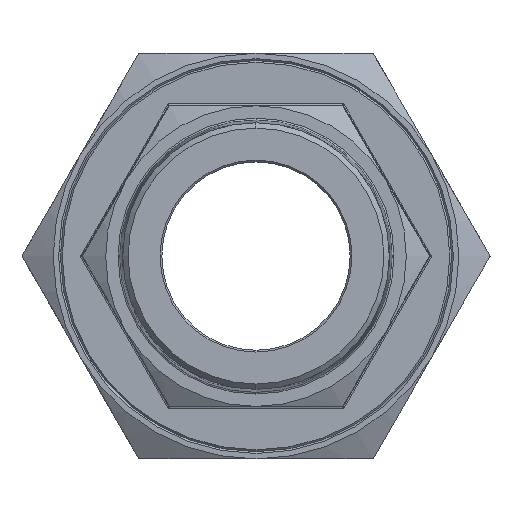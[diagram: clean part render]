
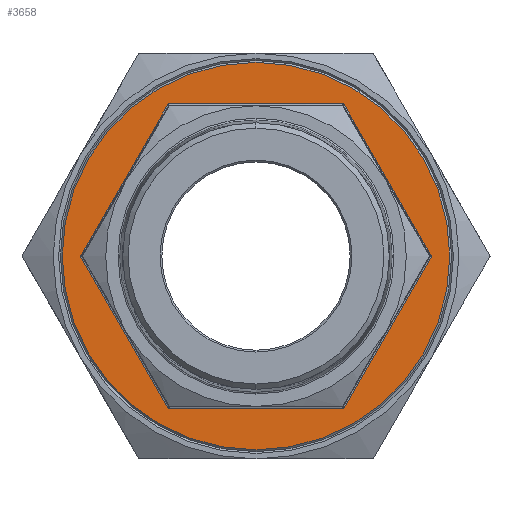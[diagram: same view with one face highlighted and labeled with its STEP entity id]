
A CAD part, left-side view. The second image highlights one B-rep face of the part: STEP entity #3658.
In plain terms, the highlighted planar face has unit normal (-1, 0, 0).
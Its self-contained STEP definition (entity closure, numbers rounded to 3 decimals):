
#205 = DIRECTION ( 'NONE',  ( 0., 0.5, 0.866 ) ) ;
#209 = EDGE_LOOP ( 'NONE', ( #14612, #8902 ) ) ;
#410 = CARTESIAN_POINT ( 'NONE',  ( -14.6, -42.363, 10.625 ) ) ;
#599 = VERTEX_POINT ( 'NONE', #6958 ) ;
#675 = VECTOR ( 'NONE', #7032, 1000. ) ;
#1144 = LINE ( 'NONE', #7559, #6727 ) ;
#1332 = ORIENTED_EDGE ( 'NONE', *, *, #9583, .F. ) ;
#1341 = CARTESIAN_POINT ( 'NONE',  ( -14.6, 0., 0. ) ) ;
#1475 = VERTEX_POINT ( 'NONE', #7312 ) ;
#1689 = DIRECTION ( 'NONE',  ( 0., -1., 0. ) ) ;
#1707 = DIRECTION ( 'NONE',  ( 0., 1., 0. ) ) ;
#2078 = EDGE_LOOP ( 'NONE', ( #13755, #1332, #8871, #3259, #12627, #6903 ) ) ;
#2210 = VERTEX_POINT ( 'NONE', #9637 ) ;
#2425 = DIRECTION ( 'NONE',  ( -1., 0., 0. ) ) ;
#2462 = VERTEX_POINT ( 'NONE', #6846 ) ;
#2485 = DIRECTION ( 'NONE',  ( 0., -1., 0. ) ) ;
#2639 = VECTOR ( 'NONE', #9947, 1000. ) ;
#2644 = DIRECTION ( 'NONE',  ( 0., 0.5, -0.866 ) ) ;
#2654 = EDGE_CURVE ( 'NONE', #2210, #599, #12235, .T. ) ;
#3187 = VERTEX_POINT ( 'NONE', #15017 ) ;
#3259 = ORIENTED_EDGE ( 'NONE', *, *, #9379, .F. ) ;
#3386 = AXIS2_PLACEMENT_3D ( 'NONE', #8847, #10200, #1689 ) ;
#3564 = EDGE_CURVE ( 'NONE', #2462, #14931, #5814, .T. ) ;
#3635 = DIRECTION ( 'NONE',  ( 0., 0., 1. ) ) ;
#3658 = ADVANCED_FACE ( 'NONE', ( #8430, #6169 ), #4190, .T. ) ;
#3745 = LINE ( 'NONE', #15367, #6338 ) ;
#4111 = CARTESIAN_POINT ( 'NONE',  ( -14.6, -24.249, 42. ) ) ;
#4133 = VECTOR ( 'NONE', #2485, 1000. ) ;
#4157 = EDGE_CURVE ( 'NONE', #9717, #3187, #3745, .T. ) ;
#4190 = PLANE ( 'NONE',  #3386 ) ;
#4467 = CARTESIAN_POINT ( 'NONE',  ( -14.6, -48.497, 0. ) ) ;
#5015 = CARTESIAN_POINT ( 'NONE',  ( -14.6, 42.363, -10.625 ) ) ;
#5153 = CARTESIAN_POINT ( 'NONE',  ( -14.6, 0., 0. ) ) ;
#5814 = LINE ( 'NONE', #5015, #2639 ) ;
#6169 = FACE_BOUND ( 'NONE', #2078, .T. ) ;
#6338 = VECTOR ( 'NONE', #1707, 1000. ) ;
#6361 = DIRECTION ( 'NONE',  ( 0., 0., 1. ) ) ;
#6727 = VECTOR ( 'NONE', #2644, 1000. ) ;
#6846 = CARTESIAN_POINT ( 'NONE',  ( -14.6, 48.497, 0. ) ) ;
#6903 = ORIENTED_EDGE ( 'NONE', *, *, #9482, .F. ) ;
#6958 = CARTESIAN_POINT ( 'NONE',  ( -14.6, 0., 53.5 ) ) ;
#7032 = DIRECTION ( 'NONE',  ( 0., -0.5, 0.866 ) ) ;
#7292 = CARTESIAN_POINT ( 'NONE',  ( -14.6, 11.98, -42. ) ) ;
#7312 = CARTESIAN_POINT ( 'NONE',  ( -14.6, -24.249, -42. ) ) ;
#7559 = CARTESIAN_POINT ( 'NONE',  ( -14.6, 30.383, 31.375 ) ) ;
#8430 = FACE_OUTER_BOUND ( 'NONE', #209, .T. ) ;
#8847 = CARTESIAN_POINT ( 'NONE',  ( -14.6, 0., 0. ) ) ;
#8871 = ORIENTED_EDGE ( 'NONE', *, *, #4157, .F. ) ;
#8902 = ORIENTED_EDGE ( 'NONE', *, *, #2654, .T. ) ;
#9287 = EDGE_CURVE ( 'NONE', #599, #2210, #9755, .T. ) ;
#9379 = EDGE_CURVE ( 'NONE', #9410, #9717, #11978, .T. ) ;
#9410 = VERTEX_POINT ( 'NONE', #4467 ) ;
#9482 = EDGE_CURVE ( 'NONE', #14931, #1475, #13851, .T. ) ;
#9583 = EDGE_CURVE ( 'NONE', #3187, #2462, #1144, .T. ) ;
#9637 = CARTESIAN_POINT ( 'NONE',  ( -14.6, 0., -53.5 ) ) ;
#9717 = VERTEX_POINT ( 'NONE', #4111 ) ;
#9726 = CARTESIAN_POINT ( 'NONE',  ( -14.6, 24.249, -42. ) ) ;
#9755 = CIRCLE ( 'NONE', #9835, 53.5 ) ;
#9835 = AXIS2_PLACEMENT_3D ( 'NONE', #1341, #2425, #3635 ) ;
#9947 = DIRECTION ( 'NONE',  ( 0., -0.5, -0.866 ) ) ;
#10199 = LINE ( 'NONE', #14205, #675 ) ;
#10200 = DIRECTION ( 'NONE',  ( -1., 0., 0. ) ) ;
#11565 = AXIS2_PLACEMENT_3D ( 'NONE', #5153, #13538, #6361 ) ;
#11978 = LINE ( 'NONE', #410, #15178 ) ;
#12235 = CIRCLE ( 'NONE', #11565, 53.5 ) ;
#12464 = EDGE_CURVE ( 'NONE', #1475, #9410, #10199, .T. ) ;
#12627 = ORIENTED_EDGE ( 'NONE', *, *, #12464, .F. ) ;
#13538 = DIRECTION ( 'NONE',  ( -1., 0., 0. ) ) ;
#13755 = ORIENTED_EDGE ( 'NONE', *, *, #3564, .F. ) ;
#13851 = LINE ( 'NONE', #7292, #4133 ) ;
#14205 = CARTESIAN_POINT ( 'NONE',  ( -14.6, -30.383, -31.375 ) ) ;
#14612 = ORIENTED_EDGE ( 'NONE', *, *, #9287, .T. ) ;
#14931 = VERTEX_POINT ( 'NONE', #9726 ) ;
#15017 = CARTESIAN_POINT ( 'NONE',  ( -14.6, 24.249, 42. ) ) ;
#15178 = VECTOR ( 'NONE', #205, 1000. ) ;
#15367 = CARTESIAN_POINT ( 'NONE',  ( -14.6, -11.98, 42. ) ) ;
